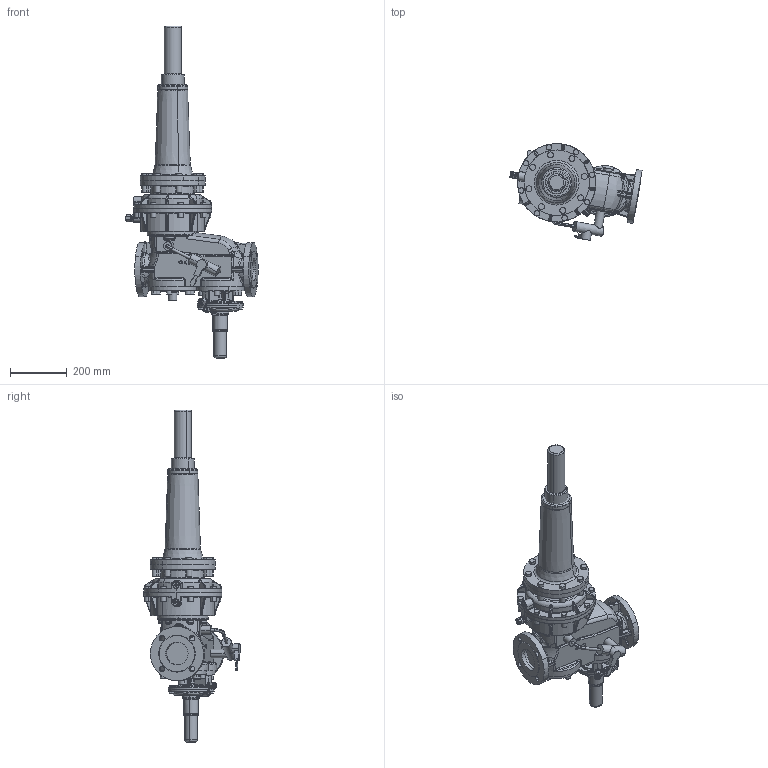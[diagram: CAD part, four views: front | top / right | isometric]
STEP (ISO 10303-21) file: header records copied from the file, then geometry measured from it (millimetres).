
FILE_DESCRIPTION(('CATIA V5 STEP Exchange'),'2;1');
FILE_NAME('RS251 DN080 275 HDS links ANSI.stp','2023-04-27T06:50:53+00:00',('none'),('none'),'CATIA Version 5-6 Release 2018 SP2','CATIA V5 STEP AP203','none');
FILE_SCHEMA(('CONFIG_CONTROL_DESIGN'));
Products named in the file (1): Product1
Assembly tree (3 placements, depth 2):
  Product1
    #57
    #100228
    #101088
Bounding box: 465.29 x 339.96 x 1168 mm (x, y, z)
Volume: 23987548.8 mm3; surface area: 1079687 mm2
Topology: 4 solids, 23 shells, 2354 faces, 5612 edges, 3293 vertices
Faces by surface type: cylinder 845, torus 562, bspline 417, plane 368, cone 109, sphere 52, revolution 1
Entity records: 102622 total; most frequent: CARTESIAN_POINT 57671, ORIENTED_EDGE 11010, DIRECTION 5889, EDGE_CURVE 5505, AXIS2_PLACEMENT_3D 3368, VERTEX_POINT 3293, EDGE_LOOP 2478, ADVANCED_FACE 2354
